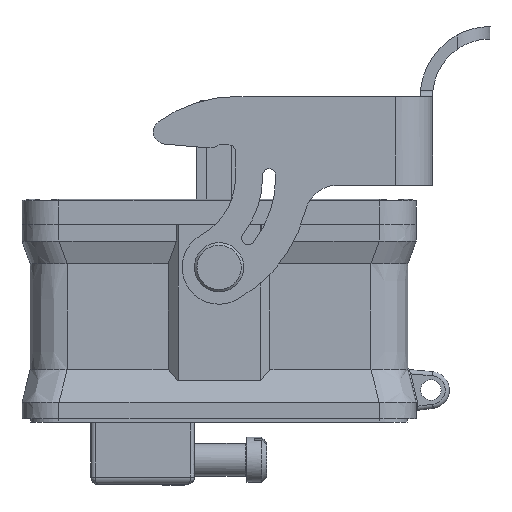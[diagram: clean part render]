
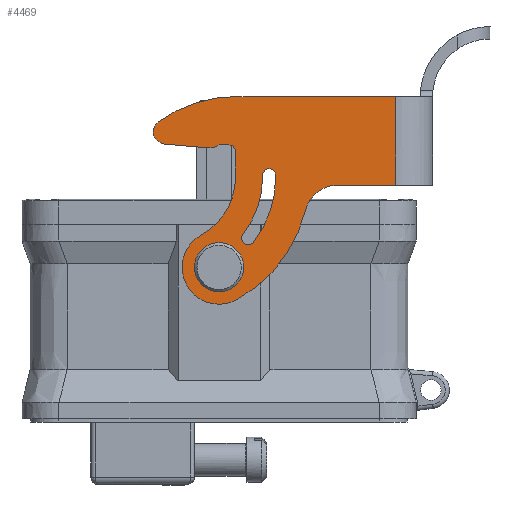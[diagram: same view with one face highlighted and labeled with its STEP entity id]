
A CAD part, front view. The second image highlights one B-rep face of the part: STEP entity #4469.
In plain terms, the highlighted planar face has unit normal (0, -1, 0).
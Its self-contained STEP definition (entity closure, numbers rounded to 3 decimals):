
#4469=ADVANCED_FACE('',(#5214,#5215,#5216),#4791,.T.);
#4791=PLANE('',#13578);
#5021=CIRCLE('',#13446,2.4);
#5057=CIRCLE('',#13523,17.);
#5059=CIRCLE('',#13526,4.5);
#5061=CIRCLE('',#13529,8.);
#5063=CIRCLE('',#13533,0.8);
#5065=CIRCLE('',#13537,2.5);
#5067=CIRCLE('',#13541,1.5);
#5069=CIRCLE('',#13544,16.);
#5071=CIRCLE('',#13547,4.);
#5073=CIRCLE('',#13550,11.3);
#5075=CIRCLE('',#13553,0.8);
#5077=CIRCLE('',#13556,12.9);
#5079=CIRCLE('',#13559,0.8);
#5214=FACE_BOUND('',#5734,.T.);
#5215=FACE_BOUND('',#5735,.T.);
#5216=FACE_BOUND('',#5736,.T.);
#5734=EDGE_LOOP('',(#8155,#8156,#8157,#8158,#8159,#8160,#8161,#8162,#8163,
#8164,#8165,#8166,#8167,#8168));
#5735=EDGE_LOOP('',(#8169,#8170,#8171,#8172));
#5736=EDGE_LOOP('',(#8173));
#5937=B_SPLINE_CURVE_WITH_KNOTS('',3,(#19760,#19761,#19762,#19763),
 .UNSPECIFIED.,.F.,.F.,(4,4),(0.,1.),.UNSPECIFIED.);
#8155=ORIENTED_EDGE('',*,*,#10535,.T.);
#8156=ORIENTED_EDGE('',*,*,#10565,.T.);
#8157=ORIENTED_EDGE('',*,*,#10528,.F.);
#8158=ORIENTED_EDGE('',*,*,#10534,.T.);
#8159=ORIENTED_EDGE('',*,*,#10495,.F.);
#8160=ORIENTED_EDGE('',*,*,#10563,.T.);
#8161=ORIENTED_EDGE('',*,*,#10560,.T.);
#8162=ORIENTED_EDGE('',*,*,#10557,.T.);
#8163=ORIENTED_EDGE('',*,*,#10554,.T.);
#8164=ORIENTED_EDGE('',*,*,#10551,.T.);
#8165=ORIENTED_EDGE('',*,*,#10548,.T.);
#8166=ORIENTED_EDGE('',*,*,#10545,.T.);
#8167=ORIENTED_EDGE('',*,*,#10542,.T.);
#8168=ORIENTED_EDGE('',*,*,#10539,.T.);
#8169=ORIENTED_EDGE('',*,*,#10577,.T.);
#8170=ORIENTED_EDGE('',*,*,#10574,.T.);
#8171=ORIENTED_EDGE('',*,*,#10571,.T.);
#8172=ORIENTED_EDGE('',*,*,#10567,.T.);
#8173=ORIENTED_EDGE('',*,*,#10431,.F.);
#9235=VERTEX_POINT('',#19473);
#9287=VERTEX_POINT('',#19622);
#9288=VERTEX_POINT('',#19624);
#9306=VERTEX_POINT('',#19759);
#9307=VERTEX_POINT('',#19764);
#9311=VERTEX_POINT('',#19792);
#9312=VERTEX_POINT('',#19793);
#9315=VERTEX_POINT('',#19801);
#9317=VERTEX_POINT('',#19807);
#9319=VERTEX_POINT('',#19813);
#9321=VERTEX_POINT('',#19819);
#9323=VERTEX_POINT('',#19825);
#9325=VERTEX_POINT('',#19831);
#9327=VERTEX_POINT('',#19837);
#9329=VERTEX_POINT('',#19843);
#9331=VERTEX_POINT('',#19855);
#9332=VERTEX_POINT('',#19856);
#9335=VERTEX_POINT('',#19864);
#9337=VERTEX_POINT('',#19870);
#10431=EDGE_CURVE('',#9235,#9235,#5021,.T.);
#10495=EDGE_CURVE('',#9287,#9288,#11413,.T.);
#10528=EDGE_CURVE('',#9306,#9307,#5937,.T.);
#10534=EDGE_CURVE('',#9306,#9288,#11429,.T.);
#10535=EDGE_CURVE('',#9311,#9312,#5057,.T.);
#10539=EDGE_CURVE('',#9315,#9311,#5059,.T.);
#10542=EDGE_CURVE('',#9317,#9315,#5061,.T.);
#10545=EDGE_CURVE('',#9319,#9317,#11434,.T.);
#10548=EDGE_CURVE('',#9321,#9319,#5063,.T.);
#10551=EDGE_CURVE('',#9323,#9321,#11438,.T.);
#10554=EDGE_CURVE('',#9325,#9323,#5065,.T.);
#10557=EDGE_CURVE('',#9327,#9325,#11442,.T.);
#10560=EDGE_CURVE('',#9329,#9327,#5067,.T.);
#10563=EDGE_CURVE('',#9287,#9329,#5069,.T.);
#10565=EDGE_CURVE('',#9312,#9307,#5071,.T.);
#10567=EDGE_CURVE('',#9331,#9332,#5073,.T.);
#10571=EDGE_CURVE('',#9335,#9331,#5075,.T.);
#10574=EDGE_CURVE('',#9337,#9335,#5077,.T.);
#10577=EDGE_CURVE('',#9332,#9337,#5079,.T.);
#11413=LINE('',#19623,#12212);
#11429=LINE('',#19789,#12228);
#11434=LINE('',#19812,#12233);
#11438=LINE('',#19824,#12237);
#11442=LINE('',#19836,#12241);
#12212=VECTOR('',#15617,1.);
#12228=VECTOR('',#15671,1.);
#12233=VECTOR('',#15696,1.);
#12237=VECTOR('',#15708,1.);
#12241=VECTOR('',#15720,1.);
#13446=AXIS2_PLACEMENT_3D('',#19472,#15472,#15473);
#13523=AXIS2_PLACEMENT_3D('',#19791,#15674,#15675);
#13526=AXIS2_PLACEMENT_3D('',#19800,#15682,#15683);
#13529=AXIS2_PLACEMENT_3D('',#19806,#15689,#15690);
#13533=AXIS2_PLACEMENT_3D('',#19818,#15701,#15702);
#13537=AXIS2_PLACEMENT_3D('',#19830,#15713,#15714);
#13541=AXIS2_PLACEMENT_3D('',#19842,#15725,#15726);
#13544=AXIS2_PLACEMENT_3D('',#19848,#15732,#15733);
#13547=AXIS2_PLACEMENT_3D('',#19851,#15738,#15739);
#13550=AXIS2_PLACEMENT_3D('',#19854,#15744,#15745);
#13553=AXIS2_PLACEMENT_3D('',#19863,#15752,#15753);
#13556=AXIS2_PLACEMENT_3D('',#19869,#15759,#15760);
#13559=AXIS2_PLACEMENT_3D('',#19875,#15766,#15767);
#13578=AXIS2_PLACEMENT_3D('',#19901,#15806,#15807);
#15472=DIRECTION('',(0.,-1.,0.));
#15473=DIRECTION('',(0.,0.,-1.));
#15617=DIRECTION('',(1.,0.,0.));
#15671=DIRECTION('',(0.,0.,1.));
#15674=DIRECTION('',(0.,-1.,0.));
#15675=DIRECTION('',(0.48,0.,-0.877));
#15682=DIRECTION('',(0.,-1.,0.));
#15683=DIRECTION('',(-0.48,0.,0.877));
#15689=DIRECTION('',(0.,1.,0.));
#15690=DIRECTION('',(1.,0.,0.));
#15696=DIRECTION('',(0.,0.,-1.));
#15701=DIRECTION('',(0.,1.,0.));
#15702=DIRECTION('',(0.,0.,1.));
#15708=DIRECTION('',(1.,0.,0.));
#15713=DIRECTION('',(0.,-1.,0.));
#15714=DIRECTION('',(-0.087,0.,-0.996));
#15720=DIRECTION('',(0.996,0.,-0.087));
#15725=DIRECTION('',(0.,-1.,0.));
#15726=DIRECTION('',(-0.59,0.,0.807));
#15732=DIRECTION('',(0.,-1.,0.));
#15733=DIRECTION('',(0.,0.,1.));
#15738=DIRECTION('',(0.,1.,0.));
#15739=DIRECTION('',(-0.972,0.,0.237));
#15744=DIRECTION('',(0.,-1.,0.));
#15745=DIRECTION('',(0.789,0.,-0.615));
#15752=DIRECTION('',(0.,1.,0.));
#15753=DIRECTION('',(0.789,0.,-0.615));
#15759=DIRECTION('',(0.,1.,0.));
#15760=DIRECTION('',(1.,0.,0.019));
#15766=DIRECTION('',(0.,1.,0.));
#15767=DIRECTION('',(-1.,0.,-0.019));
#15806=DIRECTION('',(0.,-1.,0.));
#15807=DIRECTION('',(-1.,0.,0.));
#19472=CARTESIAN_POINT('',(0.,-16.25,14.95));
#19473=CARTESIAN_POINT('',(0.,-16.25,12.55));
#19622=CARTESIAN_POINT('',(2.061,-16.25,35.75));
#19623=CARTESIAN_POINT('',(2.061,-16.25,35.75));
#19624=CARTESIAN_POINT('',(21.5,-16.25,35.75));
#19759=CARTESIAN_POINT('',(21.5,-16.25,24.945));
#19760=CARTESIAN_POINT('',(21.5,-16.25,24.946));
#19761=CARTESIAN_POINT('',(19.134,-16.25,24.945));
#19762=CARTESIAN_POINT('',(16.769,-16.25,24.945));
#19763=CARTESIAN_POINT('',(14.403,-16.25,24.945));
#19764=CARTESIAN_POINT('',(14.403,-16.25,24.945));
#19789=CARTESIAN_POINT('',(21.5,-16.25,24.95));
#19791=CARTESIAN_POINT('',(-6.,-16.25,25.916));
#19792=CARTESIAN_POINT('',(2.16,-16.25,11.002));
#19793=CARTESIAN_POINT('',(10.517,-16.25,21.891));
#19800=CARTESIAN_POINT('',(0.,-16.25,14.95));
#19801=CARTESIAN_POINT('',(-2.16,-16.25,18.898));
#19806=CARTESIAN_POINT('',(-6.,-16.25,25.916));
#19807=CARTESIAN_POINT('',(2.,-16.25,25.916));
#19812=CARTESIAN_POINT('',(2.,-16.25,29.05));
#19813=CARTESIAN_POINT('',(2.,-16.25,29.05));
#19818=CARTESIAN_POINT('',(1.2,-16.25,29.05));
#19819=CARTESIAN_POINT('',(1.2,-16.25,29.85));
#19824=CARTESIAN_POINT('',(0.,-16.25,29.85));
#19825=CARTESIAN_POINT('',(0.,-16.25,29.85));
#19830=CARTESIAN_POINT('',(-1.276,-16.25,32.));
#19831=CARTESIAN_POINT('',(-1.494,-16.25,29.51));
#19836=CARTESIAN_POINT('',(-6.631,-16.25,29.959));
#19837=CARTESIAN_POINT('',(-6.631,-16.25,29.959));
#19842=CARTESIAN_POINT('',(-6.5,-16.25,31.453));
#19843=CARTESIAN_POINT('',(-7.386,-16.25,32.664));
#19848=CARTESIAN_POINT('',(2.061,-16.25,19.75));
#19851=CARTESIAN_POINT('',(14.403,-16.25,20.945));
#19854=CARTESIAN_POINT('',(-6.,-16.25,25.916));
#19855=CARTESIAN_POINT('',(2.913,-16.25,18.969));
#19856=CARTESIAN_POINT('',(5.298,-16.25,26.135));
#19863=CARTESIAN_POINT('',(3.544,-16.25,18.477));
#19864=CARTESIAN_POINT('',(4.175,-16.25,17.986));
#19869=CARTESIAN_POINT('',(-6.,-16.25,25.916));
#19870=CARTESIAN_POINT('',(6.898,-16.25,26.165));
#19875=CARTESIAN_POINT('',(6.098,-16.25,26.15));
#19901=CARTESIAN_POINT('',(22.237,-16.25,36.382));
